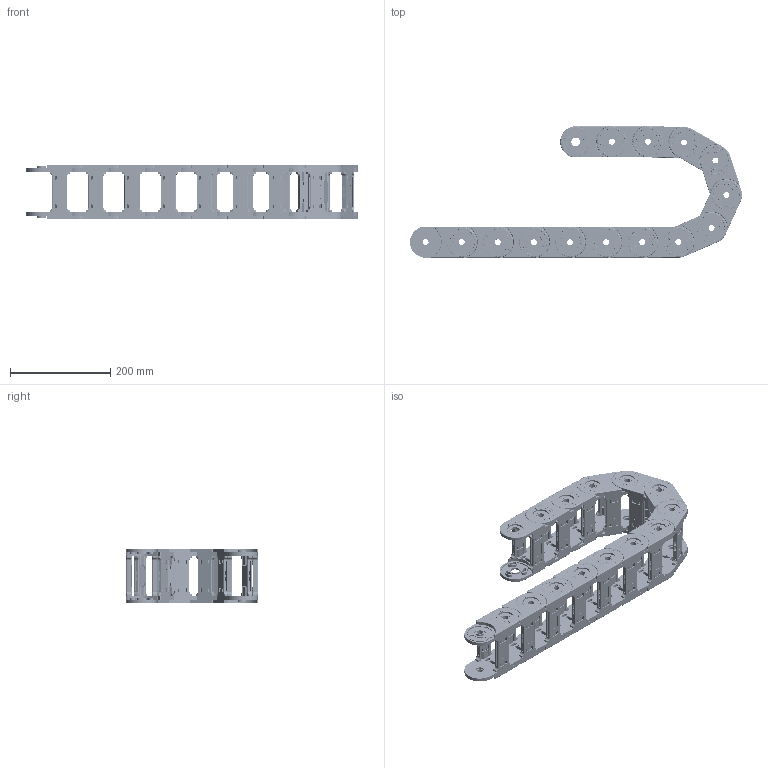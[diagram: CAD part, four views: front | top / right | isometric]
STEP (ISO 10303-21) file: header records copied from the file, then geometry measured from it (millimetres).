
FILE_DESCRIPTION (( 'STEP AP214' ), '1' );
FILE_NAME ('CK40-A080-R100.STEP', '2019-09-06T14:13:25', ( '' ), ( '' ), 'SwSTEP 2.0', 'SolidWorks 2017', '' );
FILE_SCHEMA (( 'AUTOMOTIVE_DESIGN' ));
Length unit declared in the file: millimetre
Products named in the file (2): CK40-A080; CK40-A080-R100
Assembly tree (14 placements, depth 2):
  CK40-A080-R100
    CK40-A080  x14
Bounding box: 661.81 x 262 x 108.9 mm (x, y, z)
Volume: 1969818.3 mm3; surface area: 1103146.2 mm2
Topology: 56 solids, 140 shells, 13832 faces, 35588 edges, 23016 vertices
Faces by surface type: plane 5992, cylinder 4704, bspline 1456, torus 1400, sphere 280
Entity records: 35809 total; most frequent: CARTESIAN_POINT 11495, ORIENTED_EDGE 5064, DIRECTION 5046, EDGE_CURVE 2532, AXIS2_PLACEMENT_3D 1823, VERTEX_POINT 1644, LINE 1400, VECTOR 1400
